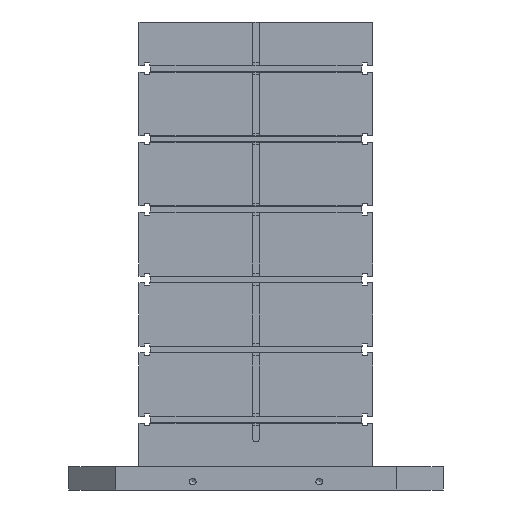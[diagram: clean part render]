
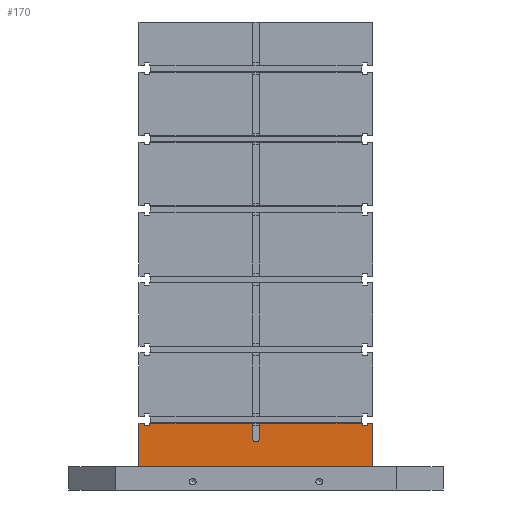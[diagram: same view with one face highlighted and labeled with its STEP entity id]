
A CAD part, front view. The second image highlights one B-rep face of the part: STEP entity #170.
In plain terms, the highlighted planar face has unit normal (0, -1, 0).
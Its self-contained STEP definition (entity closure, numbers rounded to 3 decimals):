
#170 = ADVANCED_FACE( '', ( #1612 ), #1613, .F. );
#1612 = FACE_OUTER_BOUND( '', #4379, .T. );
#1613 = PLANE( '', #4380 );
#4379 = EDGE_LOOP( '', ( #17153, #17154, #17155, #17156, #17157, #17158, #17159, #17160, #17161, #17162, #17163, #17164, #17165, #17166, #17167, #17168 ) );
#4380 = AXIS2_PLACEMENT_3D( '', #17169, #17170, #17171 );
#17153 = ORIENTED_EDGE( '', *, *, #27505, .F. );
#17154 = ORIENTED_EDGE( '', *, *, #27506, .F. );
#17155 = ORIENTED_EDGE( '', *, *, #27507, .T. );
#17156 = ORIENTED_EDGE( '', *, *, #27508, .T. );
#17157 = ORIENTED_EDGE( '', *, *, #27509, .T. );
#17158 = ORIENTED_EDGE( '', *, *, #27510, .T. );
#17159 = ORIENTED_EDGE( '', *, *, #27511, .T. );
#17160 = ORIENTED_EDGE( '', *, *, #27512, .T. );
#17161 = ORIENTED_EDGE( '', *, *, #27513, .T. );
#17162 = ORIENTED_EDGE( '', *, *, #27469, .F. );
#17163 = ORIENTED_EDGE( '', *, *, #27514, .T. );
#17164 = ORIENTED_EDGE( '', *, *, #27515, .F. );
#17165 = ORIENTED_EDGE( '', *, *, #27516, .F. );
#17166 = ORIENTED_EDGE( '', *, *, #27517, .F. );
#17167 = ORIENTED_EDGE( '', *, *, #27518, .T. );
#17168 = ORIENTED_EDGE( '', *, *, #27519, .F. );
#17169 = CARTESIAN_POINT( '', ( -250., -250., 1000. ) );
#17170 = DIRECTION( '', ( 0., 1., 0. ) );
#17171 = DIRECTION( '', ( 0., 0., 1. ) );
#27469 = EDGE_CURVE( '', #31255, #31257, #31258, .T. );
#27505 = EDGE_CURVE( '', #31327, #31328, #31329, .T. );
#27506 = EDGE_CURVE( '', #31330, #31327, #31331, .T. );
#27507 = EDGE_CURVE( '', #31330, #31332, #31333, .T. );
#27508 = EDGE_CURVE( '', #31332, #31334, #31335, .T. );
#27509 = EDGE_CURVE( '', #31334, #31336, #31337, .T. );
#27510 = EDGE_CURVE( '', #31336, #31338, #31339, .T. );
#27511 = EDGE_CURVE( '', #31338, #31340, #31341, .T. );
#27512 = EDGE_CURVE( '', #31340, #31342, #31343, .T. );
#27513 = EDGE_CURVE( '', #31342, #31257, #31344, .T. );
#27514 = EDGE_CURVE( '', #31255, #31345, #31346, .T. );
#27515 = EDGE_CURVE( '', #31347, #31345, #31348, .T. );
#27516 = EDGE_CURVE( '', #31349, #31347, #31350, .T. );
#27517 = EDGE_CURVE( '', #31351, #31349, #31352, .T. );
#27518 = EDGE_CURVE( '', #31351, #31353, #31354, .T. );
#27519 = EDGE_CURVE( '', #31328, #31353, #31355, .T. );
#31255 = VERTEX_POINT( '', #37645 );
#31257 = VERTEX_POINT( '', #37648 );
#31258 = LINE( '', #37649, #37650 );
#31327 = VERTEX_POINT( '', #37753 );
#31328 = VERTEX_POINT( '', #37754 );
#31329 = CIRCLE( '', #37755, 7. );
#31330 = VERTEX_POINT( '', #37756 );
#31331 = LINE( '', #37757, #37758 );
#31332 = VERTEX_POINT( '', #37759 );
#31333 = LINE( '', #37760, #37761 );
#31334 = VERTEX_POINT( '', #37762 );
#31335 = LINE( '', #37763, #37764 );
#31336 = VERTEX_POINT( '', #37765 );
#31337 = LINE( '', #37766, #37767 );
#31338 = VERTEX_POINT( '', #37768 );
#31339 = LINE( '', #37769, #37770 );
#31340 = VERTEX_POINT( '', #37771 );
#31341 = LINE( '', #37772, #37773 );
#31342 = VERTEX_POINT( '', #37774 );
#31343 = LINE( '', #37775, #37776 );
#31344 = LINE( '', #37777, #37778 );
#31345 = VERTEX_POINT( '', #37779 );
#31346 = LINE( '', #37780, #37781 );
#31347 = VERTEX_POINT( '', #37782 );
#31348 = LINE( '', #37783, #37784 );
#31349 = VERTEX_POINT( '', #37785 );
#31350 = LINE( '', #37786, #37787 );
#31351 = VERTEX_POINT( '', #37788 );
#31352 = LINE( '', #37789, #37790 );
#31353 = VERTEX_POINT( '', #37791 );
#31354 = LINE( '', #37792, #37793 );
#31355 = LINE( '', #37794, #37795 );
#37645 = CARTESIAN_POINT( '', ( 250., -250., 143. ) );
#37648 = CARTESIAN_POINT( '', ( 250., -250., 50. ) );
#37649 = CARTESIAN_POINT( '', ( 250., -250., 1000. ) );
#37650 = VECTOR( '', #46885, 1000. );
#37753 = CARTESIAN_POINT( '', ( -7., -250., 110. ) );
#37754 = CARTESIAN_POINT( '', ( 7., -250., 110. ) );
#37755 = AXIS2_PLACEMENT_3D( '', #46923, #46924, #46925 );
#37756 = CARTESIAN_POINT( '', ( -7., -250., 143. ) );
#37757 = CARTESIAN_POINT( '', ( -7., -250., 1000. ) );
#37758 = VECTOR( '', #46926, 1000. );
#37759 = CARTESIAN_POINT( '', ( -227., -250., 143. ) );
#37760 = CARTESIAN_POINT( '', ( 250., -250., 143. ) );
#37761 = VECTOR( '', #46927, 1000. );
#37762 = CARTESIAN_POINT( '', ( -227., -250., 137.5 ) );
#37763 = CARTESIAN_POINT( '', ( -227., -250., 143. ) );
#37764 = VECTOR( '', #46928, 1000. );
#37765 = CARTESIAN_POINT( '', ( -238., -250., 137.5 ) );
#37766 = CARTESIAN_POINT( '', ( -227., -250., 137.5 ) );
#37767 = VECTOR( '', #46929, 1000. );
#37768 = CARTESIAN_POINT( '', ( -238., -250., 143. ) );
#37769 = CARTESIAN_POINT( '', ( -238., -250., 137.5 ) );
#37770 = VECTOR( '', #46930, 1000. );
#37771 = CARTESIAN_POINT( '', ( -250., -250., 143. ) );
#37772 = CARTESIAN_POINT( '', ( 250., -250., 143. ) );
#37773 = VECTOR( '', #46931, 1000. );
#37774 = CARTESIAN_POINT( '', ( -250., -250., 50. ) );
#37775 = CARTESIAN_POINT( '', ( -250., -250., 1000. ) );
#37776 = VECTOR( '', #46932, 1000. );
#37777 = CARTESIAN_POINT( '', ( -400., -250., 50. ) );
#37778 = VECTOR( '', #46933, 1000. );
#37779 = CARTESIAN_POINT( '', ( 238., -250., 143. ) );
#37780 = CARTESIAN_POINT( '', ( 250., -250., 143. ) );
#37781 = VECTOR( '', #46934, 1000. );
#37782 = CARTESIAN_POINT( '', ( 238., -250., 137.5 ) );
#37783 = CARTESIAN_POINT( '', ( 238., -250., 137.5 ) );
#37784 = VECTOR( '', #46935, 1000. );
#37785 = CARTESIAN_POINT( '', ( 227., -250., 137.5 ) );
#37786 = CARTESIAN_POINT( '', ( 227., -250., 137.5 ) );
#37787 = VECTOR( '', #46936, 1000. );
#37788 = CARTESIAN_POINT( '', ( 227., -250., 143. ) );
#37789 = CARTESIAN_POINT( '', ( 227., -250., 143. ) );
#37790 = VECTOR( '', #46937, 1000. );
#37791 = CARTESIAN_POINT( '', ( 7., -250., 143. ) );
#37792 = CARTESIAN_POINT( '', ( 250., -250., 143. ) );
#37793 = VECTOR( '', #46938, 1000. );
#37794 = CARTESIAN_POINT( '', ( 7., -250., 1000. ) );
#37795 = VECTOR( '', #46939, 1000. );
#46885 = DIRECTION( '', ( 0., 0., -1. ) );
#46923 = CARTESIAN_POINT( '', ( 0., -250., 110. ) );
#46924 = DIRECTION( '', ( 0., -1., 0. ) );
#46925 = DIRECTION( '', ( -1., 0., 0. ) );
#46926 = DIRECTION( '', ( 0., 0., -1. ) );
#46927 = DIRECTION( '', ( -1., 0., 0. ) );
#46928 = DIRECTION( '', ( 0., 0., -1. ) );
#46929 = DIRECTION( '', ( -1., 0., 0. ) );
#46930 = DIRECTION( '', ( 0., 0., 1. ) );
#46931 = DIRECTION( '', ( -1., 0., 0. ) );
#46932 = DIRECTION( '', ( 0., 0., -1. ) );
#46933 = DIRECTION( '', ( 1., 0., 0. ) );
#46934 = DIRECTION( '', ( -1., 0., 0. ) );
#46935 = DIRECTION( '', ( 0., 0., 1. ) );
#46936 = DIRECTION( '', ( 1., 0., 0. ) );
#46937 = DIRECTION( '', ( 0., 0., -1. ) );
#46938 = DIRECTION( '', ( -1., 0., 0. ) );
#46939 = DIRECTION( '', ( 0., 0., 1. ) );
